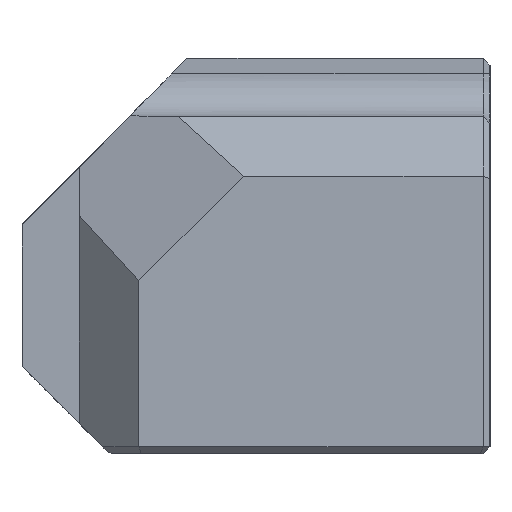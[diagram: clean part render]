
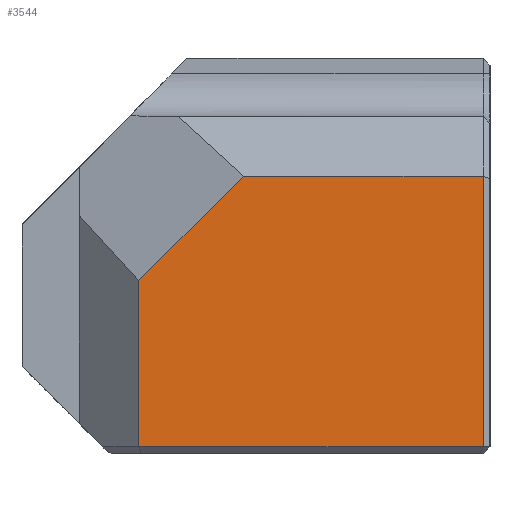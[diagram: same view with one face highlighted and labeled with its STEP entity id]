
A CAD part, left-side view. The second image highlights one B-rep face of the part: STEP entity #3544.
In plain terms, the highlighted planar face has unit normal (-1, 0, 0).
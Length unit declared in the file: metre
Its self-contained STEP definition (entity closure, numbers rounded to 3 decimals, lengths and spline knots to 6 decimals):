
#79=PLANE('',#3882);
#492=LINE('',#5589,#857);
#579=LINE('',#5850,#944);
#584=LINE('',#5861,#949);
#587=LINE('',#5867,#952);
#588=LINE('',#5868,#953);
#857=VECTOR('',#4457,1.);
#944=VECTOR('',#4738,1.);
#949=VECTOR('',#4745,1.);
#952=VECTOR('',#4750,1.);
#953=VECTOR('',#4751,1.);
#1634=ORIENTED_EDGE('',*,*,#2473,.T.);
#1635=ORIENTED_EDGE('',*,*,#2476,.T.);
#1636=ORIENTED_EDGE('',*,*,#2340,.T.);
#1637=ORIENTED_EDGE('',*,*,#2468,.T.);
#1638=ORIENTED_EDGE('',*,*,#2477,.F.);
#2340=EDGE_CURVE('',#2805,#2804,#492,.T.);
#2468=EDGE_CURVE('',#2804,#2872,#579,.T.);
#2473=EDGE_CURVE('',#2877,#2876,#584,.T.);
#2476=EDGE_CURVE('',#2876,#2805,#587,.T.);
#2477=EDGE_CURVE('',#2877,#2872,#588,.T.);
#2804=VERTEX_POINT('',#5585);
#2805=VERTEX_POINT('',#5590);
#2872=VERTEX_POINT('',#5851);
#2876=VERTEX_POINT('',#5860);
#2877=VERTEX_POINT('',#5862);
#3066=EDGE_LOOP('',(#1634,#1635,#1636,#1637,#1638));
#3287=FACE_BOUND('',#3066,.T.);
#3544=ADVANCED_FACE('',(#3287),#79,.T.);
#3882=AXIS2_PLACEMENT_3D('',#5866,#4748,#4749);
#4457=DIRECTION('',(0.,0.,1.));
#4738=DIRECTION('',(0.,1.,0.));
#4745=DIRECTION('',(0.,0.,-1.));
#4748=DIRECTION('',(-1.,0.,0.));
#4749=DIRECTION('',(0.,0.,1.));
#4750=DIRECTION('',(0.,-1.,0.));
#4751=DIRECTION('',(0.,-0.707,0.707));
#5585=CARTESIAN_POINT('',(0.325336,0.272839,0.03032));
#5589=CARTESIAN_POINT('',(0.325336,0.272839,0.03032));
#5590=CARTESIAN_POINT('',(0.325336,0.272839,0.010185));
#5850=CARTESIAN_POINT('',(0.325336,0.289907,0.03032));
#5851=CARTESIAN_POINT('',(0.325336,0.290672,0.03032));
#5860=CARTESIAN_POINT('',(0.325336,0.298464,0.010185));
#5861=CARTESIAN_POINT('',(0.325336,0.298464,0.026376));
#5862=CARTESIAN_POINT('',(0.325336,0.298464,0.022529));
#5866=CARTESIAN_POINT('',(0.325336,0.289907,0.026376));
#5867=CARTESIAN_POINT('',(0.325336,0.289907,0.010185));
#5868=CARTESIAN_POINT('',(0.325336,0.292262,0.02873));
